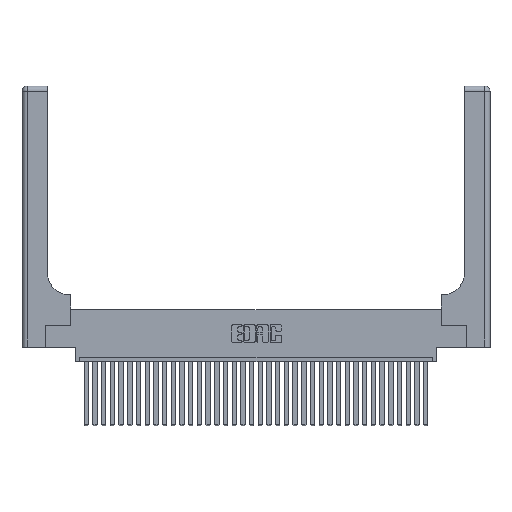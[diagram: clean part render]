
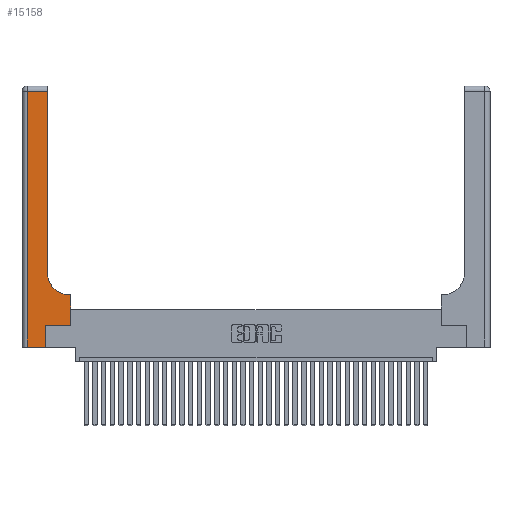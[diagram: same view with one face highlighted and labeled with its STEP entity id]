
A CAD part, top view. The second image highlights one B-rep face of the part: STEP entity #15158.
In plain terms, the highlighted planar face has unit normal (0, 0, 1).
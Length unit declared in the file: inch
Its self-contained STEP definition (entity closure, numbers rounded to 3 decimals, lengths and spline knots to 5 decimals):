
#836 = FACE_OUTER_BOUND ( 'NONE', #23743, .T. ) ;
#1077 = CARTESIAN_POINT ( 'NONE',  ( 0.2915, 0.6, 0.37 ) ) ;
#1823 = DIRECTION ( 'NONE',  ( 0., 0., -1. ) ) ;
#1891 = VECTOR ( 'NONE', #32562, 39.37008 ) ;
#1983 = EDGE_CURVE ( 'NONE', #3575, #10126, #7618, .T. ) ;
#2206 = DIRECTION ( 'NONE',  ( 0., 1., 0. ) ) ;
#2276 = ORIENTED_EDGE ( 'NONE', *, *, #27490, .T. ) ;
#2658 = VERTEX_POINT ( 'NONE', #15403 ) ;
#3153 = ORIENTED_EDGE ( 'NONE', *, *, #7053, .T. ) ;
#3575 = VERTEX_POINT ( 'NONE', #8121 ) ;
#3737 = VECTOR ( 'NONE', #2206, 39.37008 ) ;
#3890 = ORIENTED_EDGE ( 'NONE', *, *, #33807, .T. ) ;
#4506 = VECTOR ( 'NONE', #12276, 39.37008 ) ;
#4655 = VERTEX_POINT ( 'NONE', #9625 ) ;
#4965 = VERTEX_POINT ( 'NONE', #12270 ) ;
#5298 = CARTESIAN_POINT ( 'NONE',  ( 0.269, 0.25, 0.37 ) ) ;
#6098 = LINE ( 'NONE', #34516, #1891 ) ;
#6699 = DIRECTION ( 'NONE',  ( -1., 0., 0. ) ) ;
#7053 = EDGE_CURVE ( 'NONE', #4655, #4965, #6098, .T. ) ;
#7586 = CARTESIAN_POINT ( 'NONE',  ( 0.5415, 0.85, 0.37 ) ) ;
#7618 = LINE ( 'NONE', #1077, #34198 ) ;
#8121 = CARTESIAN_POINT ( 'NONE',  ( 0.5585, 0.6, 0.37 ) ) ;
#8716 = DIRECTION ( 'NONE',  ( 0., -1., 0. ) ) ;
#9170 = VECTOR ( 'NONE', #19880, 39.37008 ) ;
#9214 = VERTEX_POINT ( 'NONE', #28126 ) ;
#9509 = VERTEX_POINT ( 'NONE', #11939 ) ;
#9625 = CARTESIAN_POINT ( 'NONE',  ( 0.2915, 0.85, 0.37 ) ) ;
#10126 = VERTEX_POINT ( 'NONE', #16732 ) ;
#10503 = LINE ( 'NONE', #31195, #4506 ) ;
#10861 = EDGE_CURVE ( 'NONE', #21441, #9214, #24227, .T. ) ;
#10992 = EDGE_CURVE ( 'NONE', #9509, #2658, #10503, .T. ) ;
#11939 = CARTESIAN_POINT ( 'NONE',  ( 0.06, 0., 0.37 ) ) ;
#12270 = CARTESIAN_POINT ( 'NONE',  ( 0.2915, 2.94, 0.37 ) ) ;
#12276 = DIRECTION ( 'NONE',  ( 1., 0., 0. ) ) ;
#12459 = CARTESIAN_POINT ( 'NONE',  ( 0., 3., 0.37 ) ) ;
#13231 = VECTOR ( 'NONE', #16729, 39.37008 ) ;
#14336 = CARTESIAN_POINT ( 'NONE',  ( 0.269, 0.25, 0.37 ) ) ;
#15158 = ADVANCED_FACE ( 'NONE', ( #836 ), #26102, .F. ) ;
#15403 = CARTESIAN_POINT ( 'NONE',  ( 0.269, 0., 0.37 ) ) ;
#15712 = DIRECTION ( 'NONE',  ( -1., 0., 0. ) ) ;
#16729 = DIRECTION ( 'NONE',  ( -1., 0., 0. ) ) ;
#16732 = CARTESIAN_POINT ( 'NONE',  ( 0.5415, 0.6, 0.37 ) ) ;
#16821 = LINE ( 'NONE', #19687, #17249 ) ;
#17249 = VECTOR ( 'NONE', #28272, 39.37008 ) ;
#17439 = LINE ( 'NONE', #18749, #3737 ) ;
#18059 = ORIENTED_EDGE ( 'NONE', *, *, #30371, .T. ) ;
#18749 = CARTESIAN_POINT ( 'NONE',  ( 0.5585, 0.25, 0.37 ) ) ;
#19029 = AXIS2_PLACEMENT_3D ( 'NONE', #7586, #26829, #23765 ) ;
#19657 = CARTESIAN_POINT ( 'NONE',  ( 0.06, 3., 0.37 ) ) ;
#19687 = CARTESIAN_POINT ( 'NONE',  ( 0.269, 0., 0.37 ) ) ;
#19715 = LINE ( 'NONE', #19657, #29126 ) ;
#19880 = DIRECTION ( 'NONE',  ( 1., 0., 0. ) ) ;
#20035 = CIRCLE ( 'NONE', #19029, 0.25 ) ;
#21441 = VERTEX_POINT ( 'NONE', #5298 ) ;
#23743 = EDGE_LOOP ( 'NONE', ( #3153, #2276, #31299, #28683, #18059, #26922, #35174, #24149, #3890 ) ) ;
#23765 = DIRECTION ( 'NONE',  ( 1., 0., 0. ) ) ;
#24149 = ORIENTED_EDGE ( 'NONE', *, *, #1983, .T. ) ;
#24227 = LINE ( 'NONE', #14336, #9170 ) ;
#26102 = PLANE ( 'NONE',  #27305 ) ;
#26829 = DIRECTION ( 'NONE',  ( 0., 0., -1. ) ) ;
#26922 = ORIENTED_EDGE ( 'NONE', *, *, #10861, .T. ) ;
#27033 = EDGE_CURVE ( 'NONE', #29926, #9509, #19715, .T. ) ;
#27305 = AXIS2_PLACEMENT_3D ( 'NONE', #12459, #1823, #15712 ) ;
#27490 = EDGE_CURVE ( 'NONE', #4965, #29926, #32954, .T. ) ;
#28126 = CARTESIAN_POINT ( 'NONE',  ( 0.5585, 0.25, 0.37 ) ) ;
#28272 = DIRECTION ( 'NONE',  ( 0., 1., 0. ) ) ;
#28683 = ORIENTED_EDGE ( 'NONE', *, *, #10992, .T. ) ;
#29126 = VECTOR ( 'NONE', #8716, 39.37008 ) ;
#29926 = VERTEX_POINT ( 'NONE', #31584 ) ;
#30371 = EDGE_CURVE ( 'NONE', #2658, #21441, #16821, .T. ) ;
#31195 = CARTESIAN_POINT ( 'NONE',  ( 0., 0., 0.37 ) ) ;
#31299 = ORIENTED_EDGE ( 'NONE', *, *, #27033, .T. ) ;
#31584 = CARTESIAN_POINT ( 'NONE',  ( 0.06, 2.94, 0.37 ) ) ;
#32562 = DIRECTION ( 'NONE',  ( 0., 1., 0. ) ) ;
#32954 = LINE ( 'NONE', #33140, #13231 ) ;
#33140 = CARTESIAN_POINT ( 'NONE',  ( 0., 2.94, 0.37 ) ) ;
#33807 = EDGE_CURVE ( 'NONE', #10126, #4655, #20035, .T. ) ;
#33877 = EDGE_CURVE ( 'NONE', #9214, #3575, #17439, .T. ) ;
#34198 = VECTOR ( 'NONE', #6699, 39.37008 ) ;
#34516 = CARTESIAN_POINT ( 'NONE',  ( 0.2915, 3., 0.37 ) ) ;
#35174 = ORIENTED_EDGE ( 'NONE', *, *, #33877, .T. ) ;
